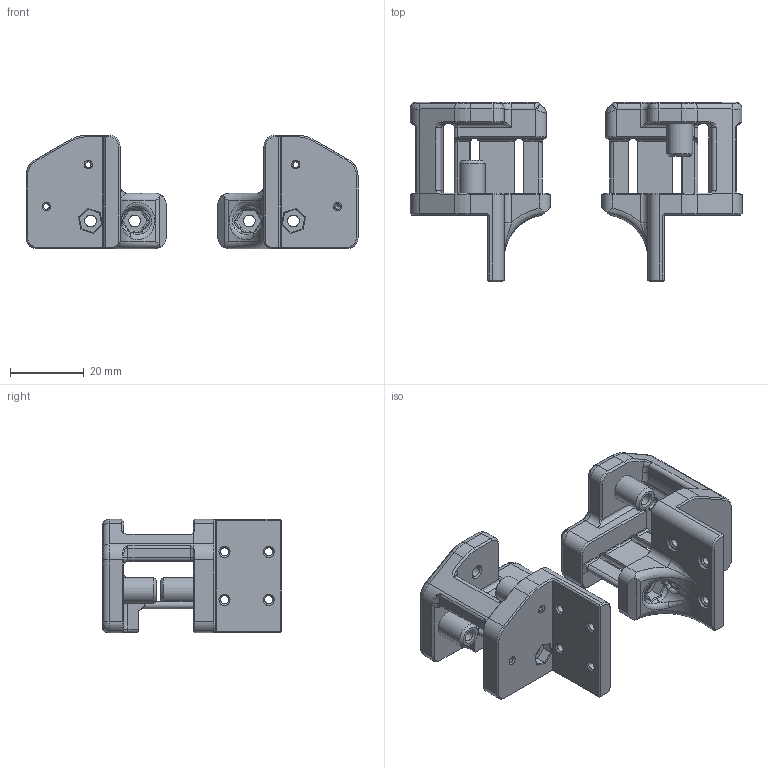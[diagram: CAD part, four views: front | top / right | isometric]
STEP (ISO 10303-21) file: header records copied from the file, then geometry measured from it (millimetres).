
FILE_DESCRIPTION(/* description */ (''),/* implementation_level */ '2;1');
FILE_NAME(/* name */ 'supporto nuovo per z slim sls v1.step',/* time_stamp */ '2023-01-29T22:56:50+01:00',/* author */ (''),/* organization */ (''),/* preprocessor_version */ 'ST-DEVELOPER v19.2',/* originating_system */ 'Autodesk Translation Framework v11.17.0.187',/* authorisation */ '');
FILE_SCHEMA (('AUTOMOTIVE_DESIGN { 1 0 10303 214 3 1 1 }'));
Length unit declared in the file: millimetre
Products named in the file (3): supporto nuovo per z slim sls; Componente1; supporto x2
Assembly tree (2 placements, depth 2):
  supporto nuovo per z slim sls
    Componente1
    supporto x2
Bounding box: 90.03 x 48.64 x 30.77 mm (x, y, z)
Volume: 31583.1 mm3; surface area: 17004 mm2
Topology: 2 solids, 2 shells, 597 faces, 1474 edges, 882 vertices
Faces by surface type: plane 239, cylinder 144, cone 116, bspline 56, torus 38, sphere 4
Full cylindrical faces by diameter (mm): 1.5 x4, 2.2 x8, 3 x11, 3.2 x4, 6 x4, 7 x4
Entity records: 23117 total; most frequent: CARTESIAN_POINT 9138, ORIENTED_EDGE 2918, DIRECTION 2870, EDGE_CURVE 1459, AXIS2_PLACEMENT_3D 1061, VERTEX_POINT 882, LINE 748, VECTOR 748
